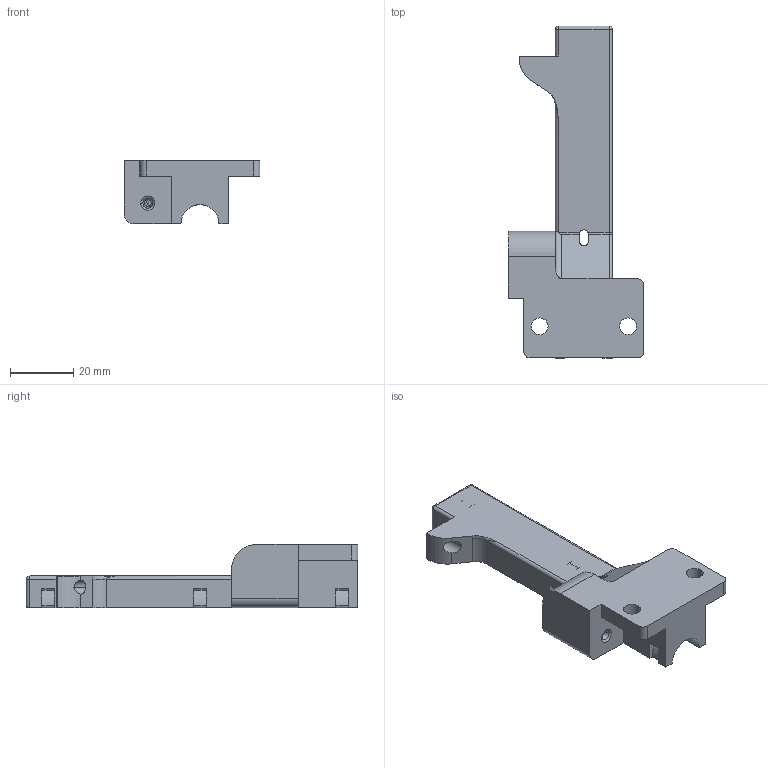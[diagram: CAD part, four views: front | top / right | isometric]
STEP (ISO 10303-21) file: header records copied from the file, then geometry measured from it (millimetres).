
FILE_DESCRIPTION((''),'2;1');
FILE_NAME('TOOL_CABLE_MANAGEMENT_BRACKET','2021-01-03T10:16:13',('XA'),(''),'','');
FILE_SCHEMA(('CONFIG_CONTROL_DESIGN'));
Length unit declared in the file: millimetre
Products named in the file (1): TOOL_CABLE_MANAGEMENT_BRACKET
Bounding box: 43 x 105 x 20 mm (x, y, z)
Volume: 26238.2 mm3; surface area: 11877.4 mm2
Topology: 1 solids, 1 shells, 107 faces, 331 edges, 221 vertices
Faces by surface type: cylinder 51, plane 37, bspline 11, cone 4, sphere 2, torus 2
Entity records: 5887 total; most frequent: CARTESIAN_POINT 2914, ORIENTED_EDGE 662, DIRECTION 568, EDGE_CURVE 331, VERTEX_POINT 221, AXIS2_PLACEMENT_3D 197, VECTOR 174, LINE 174
